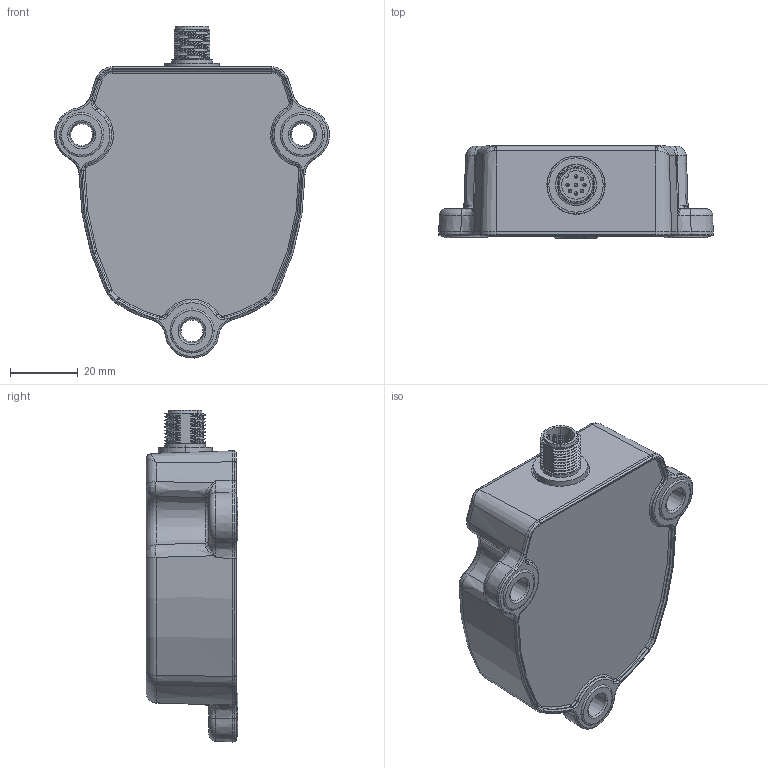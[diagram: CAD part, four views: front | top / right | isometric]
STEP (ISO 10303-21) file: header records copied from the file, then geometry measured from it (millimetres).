
FILE_DESCRIPTION((''),'2;1');
FILE_NAME('CAD-6802_SW0001','2020-01-09T11:39:03',('creinig-se'),(''),'CREO PARAMETRIC BY PTC INC, 2018420','CREO PARAMETRIC BY PTC INC, 2018420','');
FILE_SCHEMA(('CONFIG_CONTROL_DESIGN','SHAPE_APPEARANCE_LAYERS_GROUPS'));
Length unit declared in the file: millimetre
Products named in the file (1): CAD-6802_SW0001
Bounding box: 81 x 27 x 97.81 mm (x, y, z)
Volume: 108451.4 mm3; surface area: 17700.9 mm2
Topology: 1 solids, 1 shells, 582 faces, 1542 edges, 992 vertices
Faces by surface type: plane 224, bspline 145, torus 76, cone 66, cylinder 55, sphere 16
Entity records: 31598 total; most frequent: CARTESIAN_POINT 13919, ORIENTED_EDGE 3046, DIRECTION 2451, EDGE_CURVE 1523, VERTEX_POINT 986, AXIS2_PLACEMENT_3D 875, VECTOR 701, LINE 701
